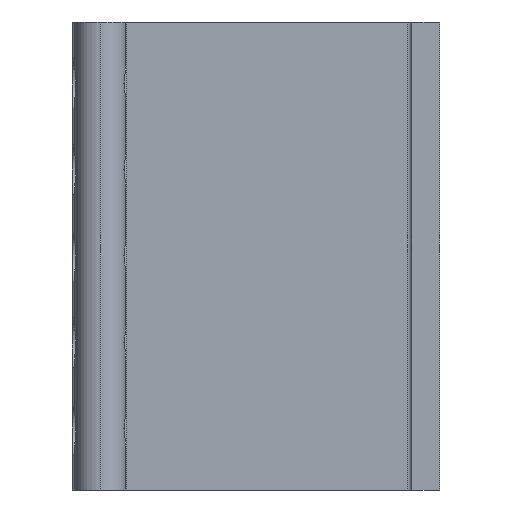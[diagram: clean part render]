
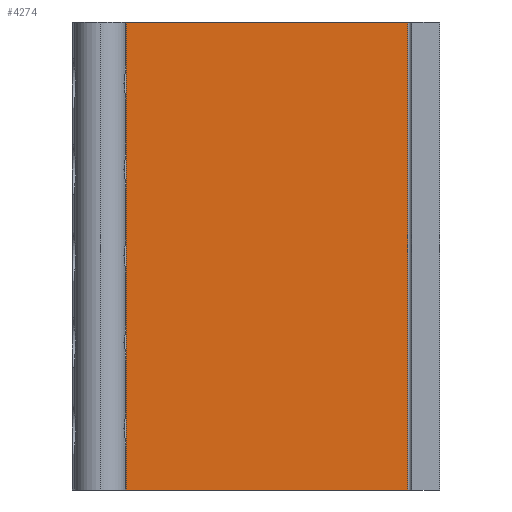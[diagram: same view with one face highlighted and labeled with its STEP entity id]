
A CAD part, left-side view. The second image highlights one B-rep face of the part: STEP entity #4274.
In plain terms, the highlighted planar face has unit normal (-1, 0, 0).
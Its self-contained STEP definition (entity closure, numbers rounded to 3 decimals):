
#227 = DIRECTION ( 'NONE',  ( 0., 0., -1. ) ) ;
#509 = VECTOR ( 'NONE', #5954, 1000. ) ;
#536 = VECTOR ( 'NONE', #6377, 1000. ) ;
#1103 = VECTOR ( 'NONE', #227, 1000. ) ;
#1724 = LINE ( 'NONE', #2361, #509 ) ;
#1841 = CARTESIAN_POINT ( 'NONE',  ( -20.174, 0., 0. ) ) ;
#2361 = CARTESIAN_POINT ( 'NONE',  ( -20.174, -18.94, 13. ) ) ;
#2420 = DIRECTION ( 'NONE',  ( 0., 1., 0. ) ) ;
#2618 = CARTESIAN_POINT ( 'NONE',  ( -20.174, -11.12, 13. ) ) ;
#2699 = LINE ( 'NONE', #2618, #1103 ) ;
#2789 = EDGE_LOOP ( 'NONE', ( #6608, #3503, #4207, #4756 ) ) ;
#2799 = VERTEX_POINT ( 'NONE', #3539 ) ;
#2807 = VECTOR ( 'NONE', #2420, 1000. ) ;
#2882 = DIRECTION ( 'NONE',  ( 0., -1., 0. ) ) ;
#3334 = LINE ( 'NONE', #5185, #536 ) ;
#3459 = AXIS2_PLACEMENT_3D ( 'NONE', #5264, #6467, #2882 ) ;
#3503 = ORIENTED_EDGE ( 'NONE', *, *, #6015, .F. ) ;
#3539 = CARTESIAN_POINT ( 'NONE',  ( -20.174, -18.94, 0. ) ) ;
#3554 = CARTESIAN_POINT ( 'NONE',  ( -20.174, -11.12, 0. ) ) ;
#3678 = VERTEX_POINT ( 'NONE', #3554 ) ;
#4076 = EDGE_CURVE ( 'NONE', #5483, #3678, #2699, .T. ) ;
#4203 = EDGE_CURVE ( 'NONE', #5495, #5483, #3334, .T. ) ;
#4207 = ORIENTED_EDGE ( 'NONE', *, *, #4203, .T. ) ;
#4274 = ADVANCED_FACE ( 'NONE', ( #6518 ), #5880, .T. ) ;
#4543 = CARTESIAN_POINT ( 'NONE',  ( -20.174, -18.94, 13. ) ) ;
#4756 = ORIENTED_EDGE ( 'NONE', *, *, #4076, .T. ) ;
#5185 = CARTESIAN_POINT ( 'NONE',  ( -20.174, 0., 13. ) ) ;
#5264 = CARTESIAN_POINT ( 'NONE',  ( -20.174, 0., 13. ) ) ;
#5483 = VERTEX_POINT ( 'NONE', #6921 ) ;
#5495 = VERTEX_POINT ( 'NONE', #4543 ) ;
#5880 = PLANE ( 'NONE',  #3459 ) ;
#5954 = DIRECTION ( 'NONE',  ( 0., 0., -1. ) ) ;
#6015 = EDGE_CURVE ( 'NONE', #5495, #2799, #1724, .T. ) ;
#6377 = DIRECTION ( 'NONE',  ( 0., 1., 0. ) ) ;
#6467 = DIRECTION ( 'NONE',  ( -1., 0., 0. ) ) ;
#6518 = FACE_OUTER_BOUND ( 'NONE', #2789, .T. ) ;
#6608 = ORIENTED_EDGE ( 'NONE', *, *, #7423, .F. ) ;
#6921 = CARTESIAN_POINT ( 'NONE',  ( -20.174, -11.12, 13. ) ) ;
#7423 = EDGE_CURVE ( 'NONE', #2799, #3678, #7582, .T. ) ;
#7582 = LINE ( 'NONE', #1841, #2807 ) ;
